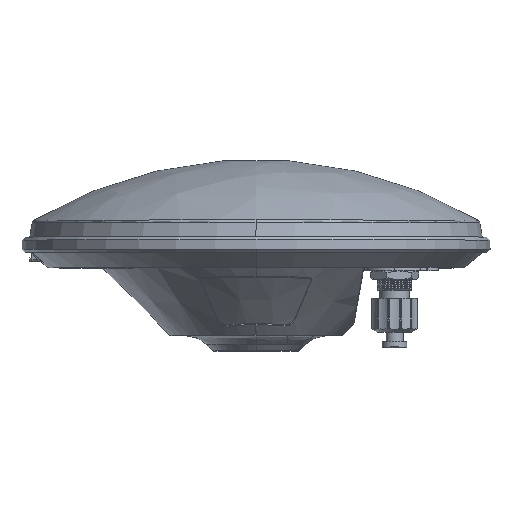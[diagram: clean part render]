
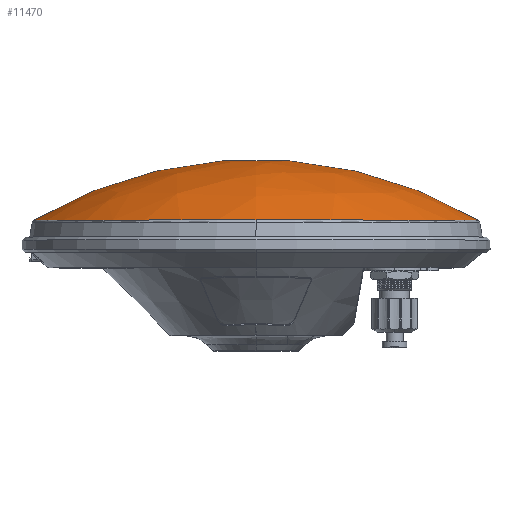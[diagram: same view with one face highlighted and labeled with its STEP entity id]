
A CAD part, top view. The second image highlights one B-rep face of the part: STEP entity #11470.
In plain terms, the highlighted free-form (B-spline) face has degree [3, 3] with [4, 4] control points.
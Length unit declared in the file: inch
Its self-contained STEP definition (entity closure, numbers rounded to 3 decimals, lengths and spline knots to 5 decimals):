
#259 = VERTEX_POINT ( 'NONE', #11614 ) ;
#1024 = EDGE_CURVE ( 'NONE', #259, #16644, #15005, .T. ) ;
#1113 = DIRECTION ( 'NONE',  ( -1., 0., 0. ) ) ;
#1647 = CARTESIAN_POINT ( 'NONE',  ( 2.87267, 0.16283, 1.70511 ) ) ;
#1771 = CARTESIAN_POINT ( 'NONE',  ( -2.87267, 0.16283, 1.70511 ) ) ;
#1895 = DIRECTION ( 'NONE',  ( 0., 1., 0. ) ) ;
#2668 = CIRCLE ( 'NONE', #8107, 5.59055 ) ;
#3349 = CARTESIAN_POINT ( 'NONE',  ( 0., -4.40315, 0. ) ) ;
#3611 = CARTESIAN_POINT ( 'NONE',  ( 1.05778, 1.19775, 2.09159 ) ) ;
#3725 = AXIS2_PLACEMENT_3D ( 'NONE', #13824, #1895, #25822 ) ;
#3726 = EDGE_CURVE ( 'NONE', #13900, #259, #21842, .T. ) ;
#3990 = CARTESIAN_POINT ( 'NONE',  ( -2.87267, 0.39289, 0. ) ) ;
#7234 =( BOUNDED_SURFACE ( )  B_SPLINE_SURFACE ( 3, 3, ( 
 ( #17992, #1771, #7525, #3990 ),
 ( #19571, #17866, #21550, #11853 ),
 ( #25460, #3611, #9756, #9629 ),
 ( #17731, #1647, #25825, #25694 ) ),
 .UNSPECIFIED., .F., .F., .F. ) 
 B_SPLINE_SURFACE_WITH_KNOTS ( ( 4, 4 ),
 ( 4, 4 ),
 ( 0., 1. ),
 ( 0., 1. ),
 .UNSPECIFIED. ) 
 GEOMETRIC_REPRESENTATION_ITEM ( )  RATIONAL_B_SPLINE_SURFACE ( (
 ( 1., 0.976, 0.976, 1.),
 ( 0.905, 0.884, 0.884, 0.905),
 ( 0.905, 0.884, 0.884, 0.905),
 ( 1., 0.976, 0.976, 1.) ) ) 
 REPRESENTATION_ITEM ( '' )  SURFACE ( )  );
#7525 = CARTESIAN_POINT ( 'NONE',  ( -2.87267, 0.39289, 0.86808 ) ) ;
#8107 = AXIS2_PLACEMENT_3D ( 'NONE', #3349, #19043, #1113 ) ;
#8528 = CARTESIAN_POINT ( 'NONE',  ( 2.84192, 0.41118, 0. ) ) ;
#9629 = CARTESIAN_POINT ( 'NONE',  ( 1.05778, 1.47996, 0. ) ) ;
#9756 = CARTESIAN_POINT ( 'NONE',  ( 1.05778, 1.47996, 1.06483 ) ) ;
#11470 = ADVANCED_FACE ( 'NONE', ( #19685 ), #7234, .T. ) ;
#11614 = CARTESIAN_POINT ( 'NONE',  ( 0., 0.41118, 2.84192 ) ) ;
#11853 = CARTESIAN_POINT ( 'NONE',  ( -1.05778, 1.47996, 0. ) ) ;
#13824 = CARTESIAN_POINT ( 'NONE',  ( 0., 0.41118, 0. ) ) ;
#13900 = VERTEX_POINT ( 'NONE', #23538 ) ;
#13903 = AXIS2_PLACEMENT_3D ( 'NONE', #20143, #16222, #24223 ) ;
#14370 = ORIENTED_EDGE ( 'NONE', *, *, #1024, .T. ) ;
#15005 = CIRCLE ( 'NONE', #3725, 2.84192 ) ;
#15937 = EDGE_LOOP ( 'NONE', ( #23929, #21166, #14370 ) ) ;
#16222 = DIRECTION ( 'NONE',  ( 0., 1., 0. ) ) ;
#16644 = VERTEX_POINT ( 'NONE', #8528 ) ;
#17731 = CARTESIAN_POINT ( 'NONE',  ( 2.87267, -0.28084, 2.45124 ) ) ;
#17866 = CARTESIAN_POINT ( 'NONE',  ( -1.05778, 1.19775, 2.09159 ) ) ;
#17992 = CARTESIAN_POINT ( 'NONE',  ( -2.87267, -0.28084, 2.45124 ) ) ;
#19043 = DIRECTION ( 'NONE',  ( 0., 0., 1. ) ) ;
#19571 = CARTESIAN_POINT ( 'NONE',  ( -1.05778, 0.65352, 3.00684 ) ) ;
#19685 = FACE_OUTER_BOUND ( 'NONE', #15937, .T. ) ;
#20143 = CARTESIAN_POINT ( 'NONE',  ( 0., 0.41118, 0. ) ) ;
#21166 = ORIENTED_EDGE ( 'NONE', *, *, #3726, .T. ) ;
#21550 = CARTESIAN_POINT ( 'NONE',  ( -1.05778, 1.47996, 1.06483 ) ) ;
#21842 = CIRCLE ( 'NONE', #13903, 2.84192 ) ;
#23489 = EDGE_CURVE ( 'NONE', #16644, #13900, #2668, .T. ) ;
#23538 = CARTESIAN_POINT ( 'NONE',  ( -2.84192, 0.41118, 0. ) ) ;
#23929 = ORIENTED_EDGE ( 'NONE', *, *, #23489, .T. ) ;
#24223 = DIRECTION ( 'NONE',  ( 0., 0., -1. ) ) ;
#25460 = CARTESIAN_POINT ( 'NONE',  ( 1.05778, 0.65352, 3.00684 ) ) ;
#25694 = CARTESIAN_POINT ( 'NONE',  ( 2.87267, 0.39289, 0. ) ) ;
#25822 = DIRECTION ( 'NONE',  ( 0., 0., -1. ) ) ;
#25825 = CARTESIAN_POINT ( 'NONE',  ( 2.87267, 0.39289, 0.86808 ) ) ;
